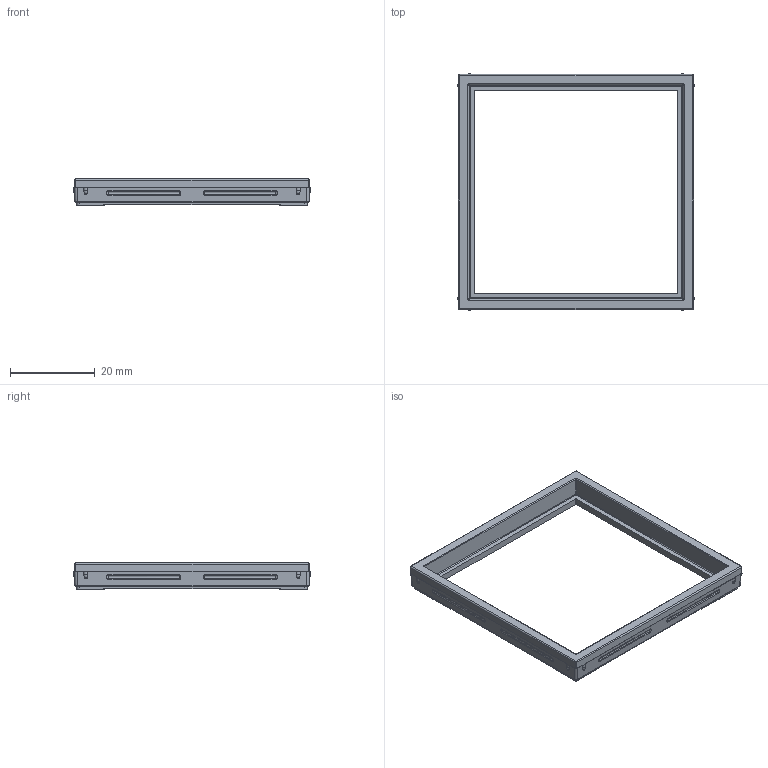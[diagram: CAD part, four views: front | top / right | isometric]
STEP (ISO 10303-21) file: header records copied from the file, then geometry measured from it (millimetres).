
FILE_DESCRIPTION((''),'2;1');
FILE_NAME('WAF7073_GEN_ASM','2025-03-19T08:43:09',('andolfs'),(''),'CREO PARAMETRIC BY PTC INC, 2023154','CREO PARAMETRIC BY PTC INC, 2023154','');
FILE_SCHEMA(('CONFIG_CONTROL_DESIGN','SHAPE_APPEARANCE_LAYERS_GROUPS'));
Length unit declared in the file: millimetre
Products named in the file (3): W4G0162_18; W1A2235_GEN; WAF7073_GEN_ASM
Assembly tree (2 placements, depth 2):
  WAF7073_GEN_ASM
    W4G0162_18
    W1A2235_GEN
Bounding box: 55.9 x 55.9 x 6.2 mm (x, y, z)
Volume: 3485.9 mm3; surface area: 4011.8 mm2
Topology: 1 solids, 1 shells, 400 faces, 1075 edges, 698 vertices
Faces by surface type: plane 266, cylinder 94, bspline 24, sphere 8, torus 8
Entity records: 22982 total; most frequent: CARTESIAN_POINT 9667, ORIENTED_EDGE 2150, DIRECTION 1841, PRESENTATION_STYLE_ASSIGNMENT 1076, STYLED_ITEM 1076, CURVE_STYLE 1075, EDGE_CURVE 1075, VECTOR 815
